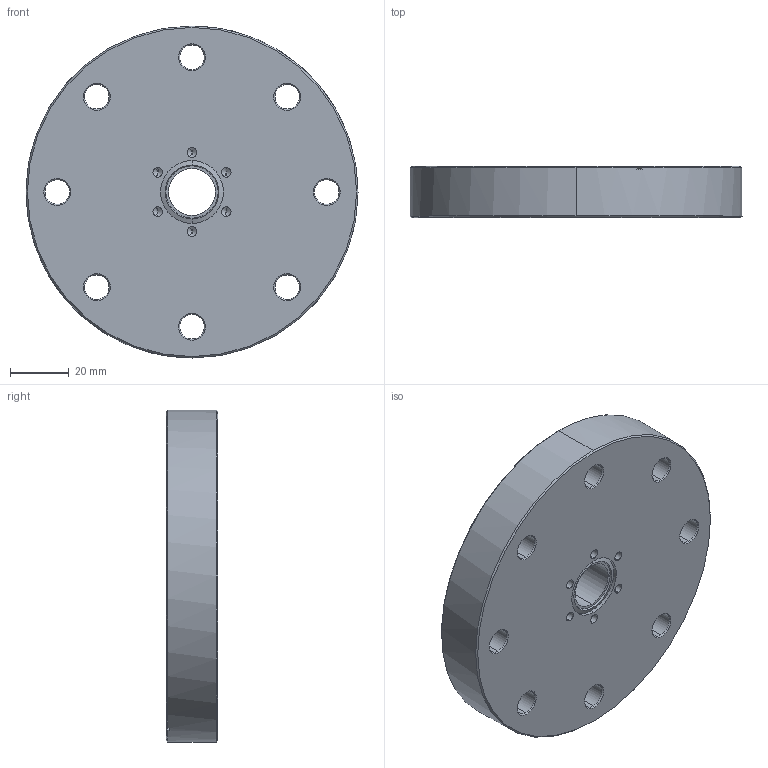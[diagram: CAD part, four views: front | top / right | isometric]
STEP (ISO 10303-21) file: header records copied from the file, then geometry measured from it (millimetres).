
FILE_DESCRIPTION (( 'STEP AP214' ), '1' );
FILE_NAME ('Hositrad_CFA63-16D.STEP', '2013-06-25T08:24:04', ( '' ), ( '' ), 'SwSTEP 2.0', 'SolidWorks 2013', '' );
FILE_SCHEMA (( 'AUTOMOTIVE_DESIGN' ));
Length unit declared in the file: millimetre
Products named in the file (1): Hositrad_CFA63-16D
Bounding box: 113.5 x 17.5 x 113.5 mm (x, y, z)
Volume: 158760.1 mm3; surface area: 30736.6 mm2
Topology: 1 solids, 1 shells, 106 faces, 252 edges, 143 vertices
Faces by surface type: cone 59, cylinder 36, plane 11
Entity records: 3169 total; most frequent: DIRECTION 577, CARTESIAN_POINT 502, ORIENTED_EDGE 480, EDGE_CURVE 240, AXIS2_PLACEMENT_3D 234, VERTEX_POINT 143, EDGE_LOOP 131, CIRCLE 127
